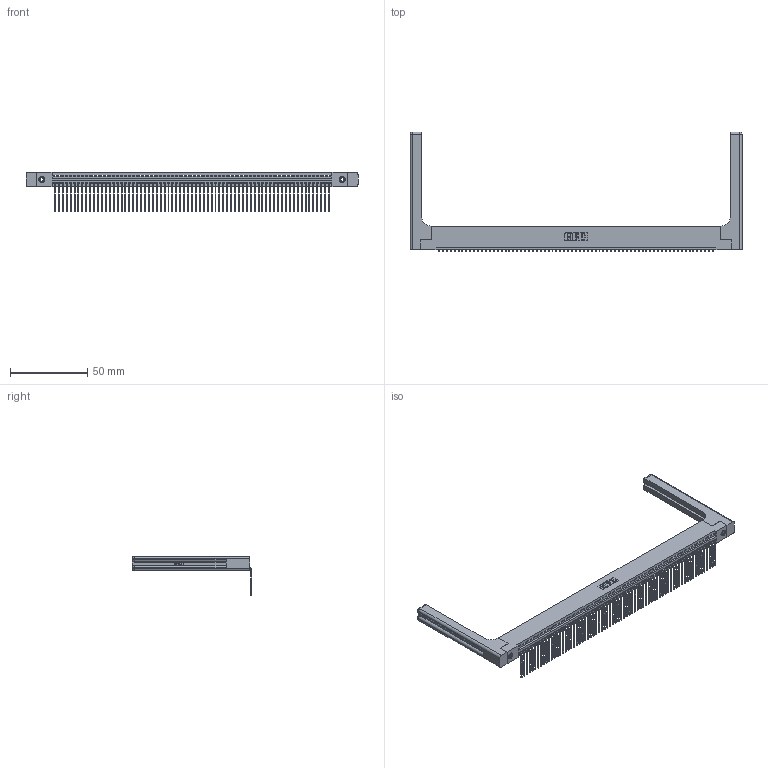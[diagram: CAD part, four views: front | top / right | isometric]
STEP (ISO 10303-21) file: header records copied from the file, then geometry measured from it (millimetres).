
FILE_DESCRIPTION (( 'STEP AP203' ), '1' );
FILE_NAME ('345-071-559-158.STEP', '2019-10-13T01:12:52', ( '' ), ( '' ), 'SwSTEP 2.0', 'SolidWorks 2016', '' );
FILE_SCHEMA (( 'CONFIG_CONTROL_DESIGN' ));
Length unit declared in the file: inch
Products named in the file (5): 345-220-058_345-220-058; 345-292-001_558 559 Tail - 1; 345-250-001_345-250-001-102; 345-071-559-158; 345 Part_Flush Mounting Lugs - 0.156 Dia-TH
Assembly tree (76 placements, depth 2):
  345-071-559-158
    345 Part_Flush Mounting Lugs - 0.156 Dia-TH
    345-292-001_558 559 Tail - 1  x71
    345-250-001_345-250-001-102  x2
    345-220-058_345-220-058  x2
Bounding box: 215.37 x 77.71 x 25.53 mm (x, y, z)
Volume: 29434.8 mm3; surface area: 34903.6 mm2
Topology: 76 solids, 76 shells, 4642 faces, 13929 edges, 9170 vertices
Faces by surface type: plane 3210, cylinder 1372, bspline 36, cone 12, sphere 8, torus 4
Entity records: 54798 total; most frequent: CARTESIAN_POINT 10462, ORIENTED_EDGE 9264, DIRECTION 8042, EDGE_CURVE 4632, LINE 4124, VECTOR 4124, VERTEX_POINT 3078, AXIS2_PLACEMENT_3D 1959
